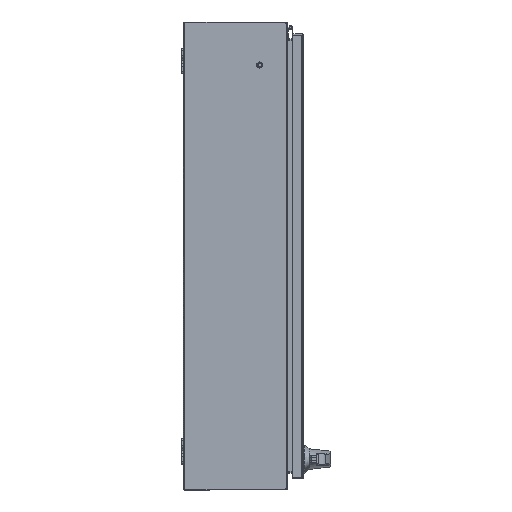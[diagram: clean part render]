
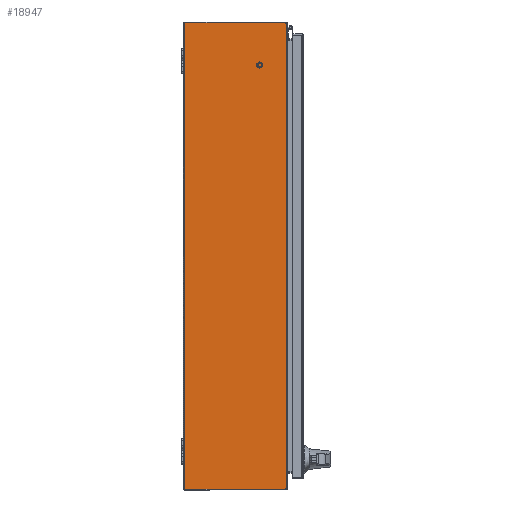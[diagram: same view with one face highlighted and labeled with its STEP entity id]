
A CAD part, front view. The second image highlights one B-rep face of the part: STEP entity #18947.
In plain terms, the highlighted face is planar.
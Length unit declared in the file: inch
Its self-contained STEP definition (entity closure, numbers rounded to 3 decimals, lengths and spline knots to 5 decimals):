
#1284 = CARTESIAN_POINT ( 'NONE',  ( -17.892, -0.06248, -21. ) ) ;
#4575 = CARTESIAN_POINT ( 'NONE',  ( 17.92792, -7.77404, -21. ) ) ;
#5291 = CARTESIAN_POINT ( 'NONE',  ( -17.89834, -7.892, -21. ) ) ;
#6017 = EDGE_LOOP ( 'NONE', ( #29082, #87764, #43581, #24006, #9251, #110065 ) ) ;
#9251 = ORIENTED_EDGE ( 'NONE', *, *, #27593, .T. ) ;
#10641 = CARTESIAN_POINT ( 'NONE',  ( -17.892, -0.108, -21. ) ) ;
#14812 = LINE ( 'NONE', #96655, #76159 ) ;
#15015 = CARTESIAN_POINT ( 'NONE',  ( 17.67792, -7.77404, -21. ) ) ;
#16718 = CIRCLE ( 'NONE', #109248, 0.25 ) ;
#17963 = VERTEX_POINT ( 'NONE', #5291 ) ;
#18808 = EDGE_CURVE ( 'NONE', #93264, #17963, #102154, .T. ) ;
#18947 = ADVANCED_FACE ( 'NONE', ( #109392 ), #85021, .T. ) ;
#20275 = CARTESIAN_POINT ( 'NONE',  ( -17.92792, -7.77404, -21. ) ) ;
#24006 = ORIENTED_EDGE ( 'NONE', *, *, #68433, .F. ) ;
#24279 = CARTESIAN_POINT ( 'NONE',  ( 17.92792, -0.108, -21. ) ) ;
#26595 = DIRECTION ( 'NONE',  ( 0., -1., 0. ) ) ;
#27593 = EDGE_CURVE ( 'NONE', #99720, #17963, #73730, .T. ) ;
#29082 = ORIENTED_EDGE ( 'NONE', *, *, #77852, .F. ) ;
#30252 = VECTOR ( 'NONE', #110506, 39.37008 ) ;
#37439 = LINE ( 'NONE', #72887, #30252 ) ;
#43474 = DIRECTION ( 'NONE',  ( 0., 0., 1. ) ) ;
#43581 = ORIENTED_EDGE ( 'NONE', *, *, #60821, .T. ) ;
#44559 = CARTESIAN_POINT ( 'NONE',  ( -17.67792, -7.77404, -21. ) ) ;
#50021 = DIRECTION ( 'NONE',  ( 0., -1., 0. ) ) ;
#50914 = VERTEX_POINT ( 'NONE', #4575 ) ;
#53657 = DIRECTION ( 'NONE',  ( 0., -1., 0. ) ) ;
#55928 = DIRECTION ( 'NONE',  ( 0., 0., -1. ) ) ;
#56525 = AXIS2_PLACEMENT_3D ( 'NONE', #1284, #55928, #75976 ) ;
#60821 = EDGE_CURVE ( 'NONE', #93459, #50914, #14812, .T. ) ;
#61650 = CARTESIAN_POINT ( 'NONE',  ( 17.89834, -7.892, -21. ) ) ;
#64363 = DIRECTION ( 'NONE',  ( 1., 0., 0. ) ) ;
#68433 = EDGE_CURVE ( 'NONE', #99720, #50914, #16718, .T. ) ;
#72887 = CARTESIAN_POINT ( 'NONE',  ( -17.92792, 39.37008, -21. ) ) ;
#73730 = LINE ( 'NONE', #88603, #92801 ) ;
#75362 = AXIS2_PLACEMENT_3D ( 'NONE', #44559, #92834, #26595 ) ;
#75976 = DIRECTION ( 'NONE',  ( 0., 1., 0. ) ) ;
#76159 = VECTOR ( 'NONE', #50021, 39.37008 ) ;
#77852 = EDGE_CURVE ( 'NONE', #121012, #93264, #37439, .T. ) ;
#78329 = LINE ( 'NONE', #10641, #114890 ) ;
#85021 = PLANE ( 'NONE',  #56525 ) ;
#87764 = ORIENTED_EDGE ( 'NONE', *, *, #107262, .T. ) ;
#88603 = CARTESIAN_POINT ( 'NONE',  ( -17.892, -7.892, -21. ) ) ;
#89004 = DIRECTION ( 'NONE',  ( -1., 0., 0. ) ) ;
#92801 = VECTOR ( 'NONE', #89004, 39.37008 ) ;
#92834 = DIRECTION ( 'NONE',  ( 0., 0., 1. ) ) ;
#93264 = VERTEX_POINT ( 'NONE', #20275 ) ;
#93459 = VERTEX_POINT ( 'NONE', #24279 ) ;
#96655 = CARTESIAN_POINT ( 'NONE',  ( 17.92792, 39.37008, -21. ) ) ;
#99720 = VERTEX_POINT ( 'NONE', #61650 ) ;
#100951 = CARTESIAN_POINT ( 'NONE',  ( -17.92792, -0.108, -21. ) ) ;
#102154 = CIRCLE ( 'NONE', #75362, 0.25 ) ;
#107262 = EDGE_CURVE ( 'NONE', #121012, #93459, #78329, .T. ) ;
#109248 = AXIS2_PLACEMENT_3D ( 'NONE', #15015, #43474, #53657 ) ;
#109392 = FACE_OUTER_BOUND ( 'NONE', #6017, .T. ) ;
#110065 = ORIENTED_EDGE ( 'NONE', *, *, #18808, .F. ) ;
#110506 = DIRECTION ( 'NONE',  ( 0., -1., 0. ) ) ;
#114890 = VECTOR ( 'NONE', #64363, 39.37008 ) ;
#121012 = VERTEX_POINT ( 'NONE', #100951 ) ;
